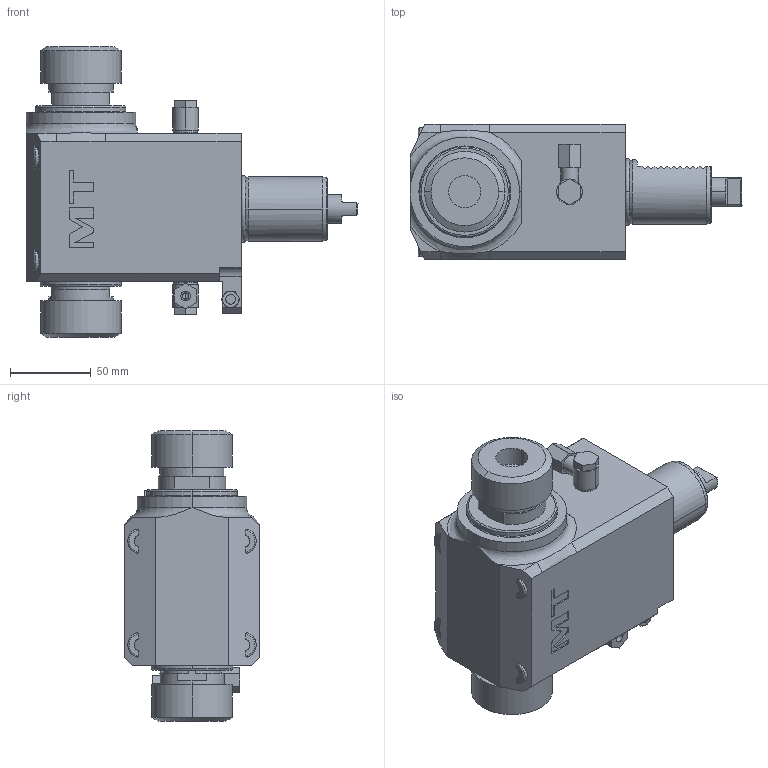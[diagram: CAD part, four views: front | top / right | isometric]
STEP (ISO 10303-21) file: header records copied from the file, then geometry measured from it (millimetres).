
FILE_DESCRIPTION((''),'2;1');
FILE_NAME('DUP0240232_CONF','2024-12-13T16:55:53',('fpalella'),('M.T. srl'),'CREO PARAMETRIC BY PTC INC, 2023352','CREO PARAMETRIC BY PTC INC, 2023352','');
FILE_SCHEMA(('CONFIG_CONTROL_DESIGN'));
Length unit declared in the file: millimetre
Products named in the file (1): DUP0240232_CONF
Bounding box: 206 x 84 x 180.02 mm (x, y, z)
Volume: 1259847.2 mm3; surface area: 97462.6 mm2
Topology: 1 solids, 1 shells, 427 faces, 1058 edges, 668 vertices
Faces by surface type: plane 241, cylinder 112, cone 49, torus 19, extrusion 4, bspline 2
Entity records: 14169 total; most frequent: CARTESIAN_POINT 4089, ORIENTED_EDGE 2112, DIRECTION 2047, EDGE_CURVE 1056, AXIS2_PLACEMENT_3D 738, VERTEX_POINT 668, VECTOR 571, LINE 567
